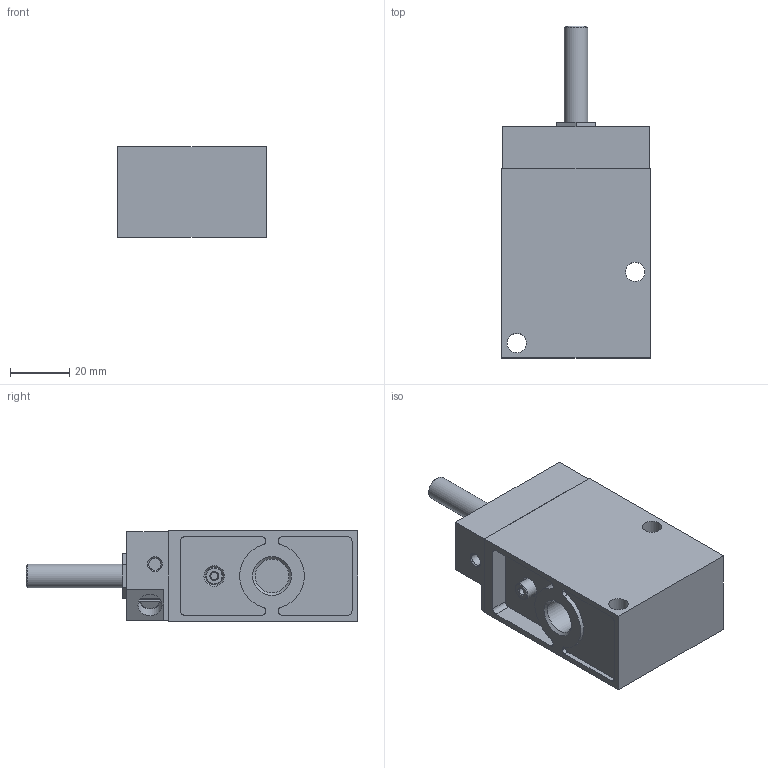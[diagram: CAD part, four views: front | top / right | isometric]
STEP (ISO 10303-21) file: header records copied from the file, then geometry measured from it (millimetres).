
FILE_DESCRIPTION(/* description */ ('STEP AP214'),/* implementation_level */ '2;1');
FILE_NAME(/* name */ '535901_MFH-3-1_4-S-EX',/* time_stamp */ '2024-09-05T05:45:27+02:00',/* author */ ('License CC BY-ND 4.0'),/* organization */ ('CADENAS'),/* preprocessor_version */ 'ST-DEVELOPER v19.3',/* originating_system */ 'PARTsolutions',/* authorisation */ ' ');
FILE_SCHEMA (('AUTOMOTIVE_DESIGN {1 0 10303 214 3 1 1}'));
Length unit declared in the file: millimetre
Products named in the file (2): 535901 MFH-3-1/4-S-EX; 535901 MFH-3-1/4-S-EX-part2
Assembly tree (1 placements, depth 2):
  535901 MFH-3-1/4-S-EX
    535901 MFH-3-1/4-S-EX-part2
Bounding box: 50 x 112 x 30.4 mm (x, y, z)
Volume: 106871.4 mm3; surface area: 20996.6 mm2
Topology: 1 solids, 1 shells, 177 faces, 442 edges, 288 vertices
Faces by surface type: plane 84, cylinder 65, cone 26, torus 2
Full cylindrical faces by diameter (mm): 2.459 x1, 4.134 x2, 5.8 x1, 5.9 x1, 6.5 x2, 7 x2, 7.4 x2, 7.48 x1, 8 x1, 8.2 x1, 11.445 x3
Entity records: 5182 total; most frequent: CARTESIAN_POINT 1067, DIRECTION 833, ORIENTED_EDGE 806, EDGE_CURVE 403, AXIS2_PLACEMENT_3D 315, VERTEX_POINT 281, FACE_BOUND 234, EDGE_LOOP 233
